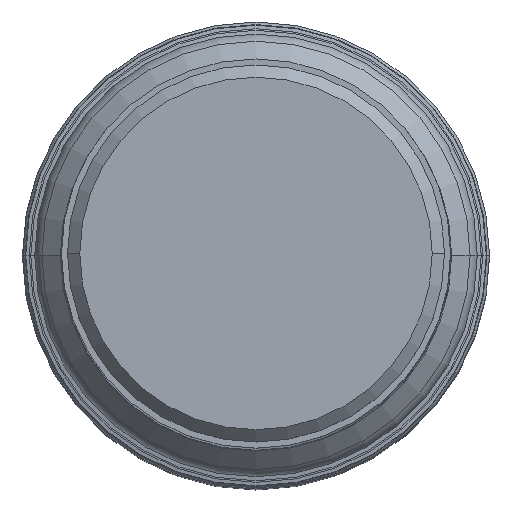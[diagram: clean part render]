
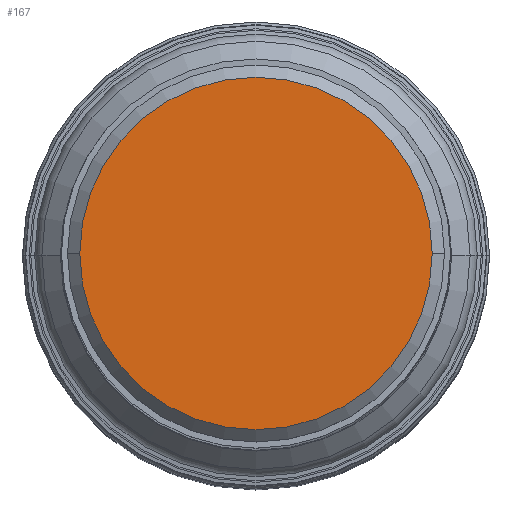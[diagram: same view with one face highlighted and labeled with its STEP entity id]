
A CAD part, top view. The second image highlights one B-rep face of the part: STEP entity #167.
In plain terms, the highlighted planar face has unit normal (0, 0, 1).
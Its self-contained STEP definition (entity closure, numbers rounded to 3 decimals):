
#31=PLANE('',#1513);
#167=ADVANCED_FACE('',(#317),#31,.F.);
#317=FACE_OUTER_BOUND('',#399,.T.);
#399=EDGE_LOOP('',(#708,#709));
#708=ORIENTED_EDGE('',*,*,#956,.T.);
#709=ORIENTED_EDGE('',*,*,#955,.T.);
#798=VERTEX_POINT('',#3033);
#799=VERTEX_POINT('',#3035);
#955=EDGE_CURVE('',#798,#799,#1146,.T.);
#956=EDGE_CURVE('',#799,#798,#1147,.T.);
#1146=CIRCLE('',#1510,14.375);
#1147=CIRCLE('',#1512,14.375);
#1510=AXIS2_PLACEMENT_3D('',#3036,#1874,#1875);
#1512=AXIS2_PLACEMENT_3D('',#3038,#1878,#1879);
#1513=AXIS2_PLACEMENT_3D('',#3039,#1880,#1881);
#1874=DIRECTION('',(0.,0.,1.));
#1875=DIRECTION('',(-1.,0.,0.));
#1878=DIRECTION('',(0.,0.,1.));
#1879=DIRECTION('',(1.,0.,0.));
#1880=DIRECTION('',(0.,0.,-1.));
#1881=DIRECTION('',(-1.,0.,0.));
#3033=CARTESIAN_POINT('',(-14.375,0.,0.));
#3035=CARTESIAN_POINT('',(14.375,0.,0.));
#3036=CARTESIAN_POINT('',(0.,0.,0.));
#3038=CARTESIAN_POINT('',(0.,0.,0.));
#3039=CARTESIAN_POINT('',(0.,0.,0.));
